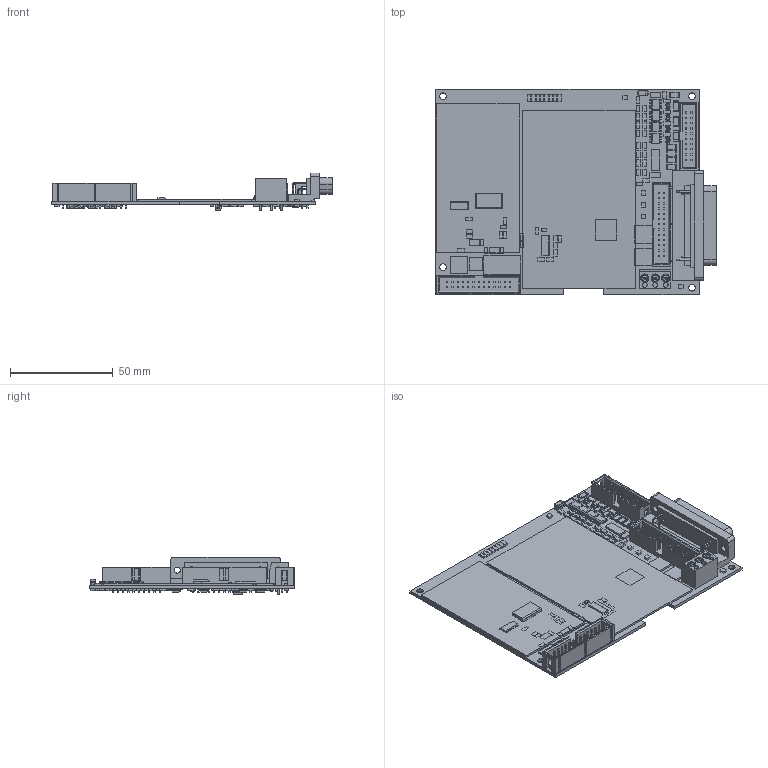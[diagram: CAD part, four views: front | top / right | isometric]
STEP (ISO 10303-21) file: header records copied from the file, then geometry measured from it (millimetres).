
FILE_DESCRIPTION(('Component Model'),'2;1');
FILE_NAME( 'step_file.step', '2019-05-22T09:55:20',('Author'),(''), 'Open CASCADE STEP processor 6.8','Component','Unknown');
FILE_SCHEMA(('AUTOMOTIVE_DESIGN_CC2 { 1 2 10303 214 -1 1 5 4 }'));
Length unit declared in the file: millimetre
Products named in the file (421): ASSEMBLY; Component_1; Component_002; Component_003; Component_004; Component_005; Component_006; Component_007; Component_008; Component_009; Component_010; Component_011; Component_012; Component_013; Component_014; Component_015; Component_016; Component_017; Component_018; Component_019; Component_020; Component_021; Component_022; Component_023; Component_024; Component_025; Component_026; Component_027; Component_028; Component_029; Component_030; Component_031; Component_032; Component_033; Component_034; Component_035; Component_036; Component_037; Component_038; Component_039 ...
Assembly tree (420 placements, depth 2):
  ASSEMBLY
    Component_1
    Component_002
    Component_003
    Component_004
    Component_005
    Component_006
    Component_007
    Component_008
    Component_009
    Component_010
    Component_011
    Component_012
    Component_013
    Component_014
    Component_015
    Component_016
    Component_017
    Component_018
    Component_019
    Component_020
    Component_021
    Component_022
    Component_023
    Component_024
    Component_025
    Component_026
    Component_027
    Component_028
    Component_029
    Component_030
    Component_031
    Component_032
    Component_033
    Component_034
    Component_035
    Component_036
    Component_037
    Component_038
    Component_039
    Component_040
    Component_041
    Component_042
    Component_043
    Component_2
    Component_044
    Component_045
    Component_046
    Component_047
    Component_048
    Component_049
    Component_050
    Component_051
    Component_052
    Component_053
    Component_3
    Component_4
    HI_237-133
    User_Library-BH-10...64
    Component_5
Bounding box: 136.26 x 100 x 18.34 mm (x, y, z)
Volume: 41881.8 mm3; surface area: 61624.5 mm2
Topology: 420 solids, 420 shells, 5396 faces, 12863 edges, 8467 vertices
Faces by surface type: plane 4447, cylinder 803, bspline 119, torus 21, cone 6
Full cylindrical faces by diameter (mm): 1 x3, 3.2 x12, 3.3 x2, 4.05 x3
Entity records: 384218 total; most frequent: CARTESIAN_POINT 87411, DIRECTION 46577, LINE 31277, VECTOR 31277, ORIENTED_EDGE 25726, PCURVE 25726, DEFINITIONAL_REPRESENTATION 25726, EDGE_CURVE 12863
